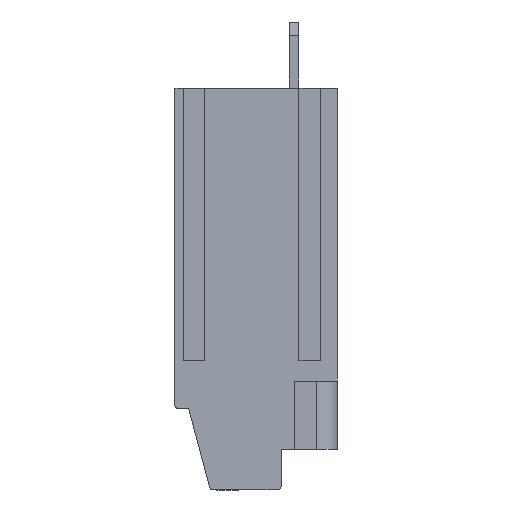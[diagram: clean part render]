
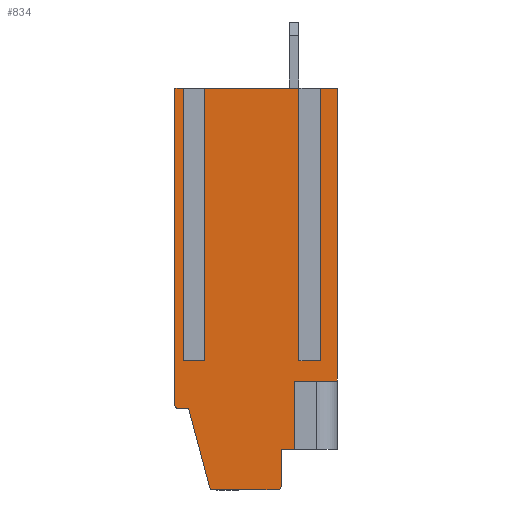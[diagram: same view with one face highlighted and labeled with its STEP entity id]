
A CAD part, left-side view. The second image highlights one B-rep face of the part: STEP entity #834.
In plain terms, the highlighted planar face has unit normal (-1, 0, 0).
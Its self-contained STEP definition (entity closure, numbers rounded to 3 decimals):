
#834 = ADVANCED_FACE( '', ( #1844 ), #1845, .T. );
#1844 = FACE_OUTER_BOUND( '', #3018, .T. );
#1845 = PLANE( '', #3019 );
#3018 = EDGE_LOOP( '', ( #5463, #5464, #5465, #5466, #5467, #5468, #5469, #5470, #5471, #5472, #5473, #5474, #5475, #5476, #5477, #5478, #5479, #5480, #5481, #5482, #5483 ) );
#3019 = AXIS2_PLACEMENT_3D( '', #5484, #5485, #5486 );
#5463 = ORIENTED_EDGE( '', *, *, #7902, .T. );
#5464 = ORIENTED_EDGE( '', *, *, #7740, .F. );
#5465 = ORIENTED_EDGE( '', *, *, #7904, .F. );
#5466 = ORIENTED_EDGE( '', *, *, #7905, .F. );
#5467 = ORIENTED_EDGE( '', *, *, #7906, .F. );
#5468 = ORIENTED_EDGE( '', *, *, #7907, .F. );
#5469 = ORIENTED_EDGE( '', *, *, #7194, .T. );
#5470 = ORIENTED_EDGE( '', *, *, #7908, .F. );
#5471 = ORIENTED_EDGE( '', *, *, #6975, .F. );
#5472 = ORIENTED_EDGE( '', *, *, #7077, .F. );
#5473 = ORIENTED_EDGE( '', *, *, #7264, .T. );
#5474 = ORIENTED_EDGE( '', *, *, #7909, .F. );
#5475 = ORIENTED_EDGE( '', *, *, #7096, .F. );
#5476 = ORIENTED_EDGE( '', *, *, #7496, .T. );
#5477 = ORIENTED_EDGE( '', *, *, #7910, .F. );
#5478 = ORIENTED_EDGE( '', *, *, #7805, .T. );
#5479 = ORIENTED_EDGE( '', *, *, #7192, .T. );
#5480 = ORIENTED_EDGE( '', *, *, #7285, .F. );
#5481 = ORIENTED_EDGE( '', *, *, #7895, .T. );
#5482 = ORIENTED_EDGE( '', *, *, #7504, .F. );
#5483 = ORIENTED_EDGE( '', *, *, #7329, .T. );
#5484 = CARTESIAN_POINT( '', ( -7.111, 64.274, -29.5 ) );
#5485 = DIRECTION( '', ( -1., 0., 0. ) );
#5486 = DIRECTION( '', ( 0., -1., 0. ) );
#6975 = EDGE_CURVE( '', #8372, #8367, #8374, .F. );
#7077 = EDGE_CURVE( '', #8554, #8372, #8556, .T. );
#7096 = EDGE_CURVE( '', #8585, #8587, #8588, .F. );
#7192 = EDGE_CURVE( '', #8753, #8757, #8759, .T. );
#7194 = EDGE_CURVE( '', #8761, #8762, #8763, .F. );
#7264 = EDGE_CURVE( '', #8554, #8878, #8880, .F. );
#7285 = EDGE_CURVE( '', #8911, #8757, #8913, .F. );
#7329 = EDGE_CURVE( '', #8988, #8986, #8989, .T. );
#7496 = EDGE_CURVE( '', #8585, #9249, #9251, .T. );
#7504 = EDGE_CURVE( '', #8988, #9259, #9263, .T. );
#7740 = EDGE_CURVE( '', #9603, #9605, #9606, .F. );
#7805 = EDGE_CURVE( '', #9689, #8753, #9693, .T. );
#7895 = EDGE_CURVE( '', #8911, #9259, #9805, .T. );
#7902 = EDGE_CURVE( '', #8986, #9605, #9814, .T. );
#7904 = EDGE_CURVE( '', #9816, #9603, #9817, .T. );
#7905 = EDGE_CURVE( '', #9818, #9816, #9819, .T. );
#7906 = EDGE_CURVE( '', #9820, #9818, #9821, .F. );
#7907 = EDGE_CURVE( '', #8761, #9820, #9822, .T. );
#7908 = EDGE_CURVE( '', #8367, #8762, #9823, .T. );
#7909 = EDGE_CURVE( '', #8587, #8878, #9824, .T. );
#7910 = EDGE_CURVE( '', #9689, #9249, #9825, .F. );
#8367 = VERTEX_POINT( '', #10404 );
#8372 = VERTEX_POINT( '', #10411 );
#8374 = LINE( '', #10414, #10415 );
#8554 = VERTEX_POINT( '', #10661 );
#8556 = LINE( '', #10664, #10665 );
#8585 = VERTEX_POINT( '', #10707 );
#8587 = VERTEX_POINT( '', #10710 );
#8588 = LINE( '', #10711, #10712 );
#8753 = VERTEX_POINT( '', #10948 );
#8757 = VERTEX_POINT( '', #10953 );
#8759 = CIRCLE( '', #10956, 0.3 );
#8761 = VERTEX_POINT( '', #10958 );
#8762 = VERTEX_POINT( '', #10959 );
#8763 = LINE( '', #10960, #10961 );
#8878 = VERTEX_POINT( '', #11127 );
#8880 = LINE( '', #11130, #11131 );
#8911 = VERTEX_POINT( '', #11194 );
#8913 = LINE( '', #11197, #11198 );
#8986 = VERTEX_POINT( '', #11295 );
#8988 = VERTEX_POINT( '', #11298 );
#8989 = LINE( '', #11299, #11300 );
#9249 = VERTEX_POINT( '', #11668 );
#9251 = CIRCLE( '', #11671, 0.3 );
#9259 = VERTEX_POINT( '', #11682 );
#9263 = LINE( '', #11688, #11689 );
#9603 = VERTEX_POINT( '', #12233 );
#9605 = VERTEX_POINT( '', #12236 );
#9606 = LINE( '', #12237, #12238 );
#9689 = VERTEX_POINT( '', #12393 );
#9693 = LINE( '', #12399, #12400 );
#9805 = CIRCLE( '', #12562, 0.3 );
#9814 = LINE( '', #12575, #12576 );
#9816 = VERTEX_POINT( '', #12578 );
#9817 = LINE( '', #12579, #12580 );
#9818 = VERTEX_POINT( '', #12581 );
#9819 = LINE( '', #12582, #12583 );
#9820 = VERTEX_POINT( '', #12584 );
#9821 = LINE( '', #12585, #12586 );
#9822 = LINE( '', #12587, #12588 );
#9823 = LINE( '', #12589, #12590 );
#9824 = LINE( '', #12591, #12592 );
#9825 = LINE( '', #12593, #12594 );
#10404 = CARTESIAN_POINT( '', ( -7.111, 69.686, 0. ) );
#10411 = CARTESIAN_POINT( '', ( -7.111, 69.686, -20. ) );
#10414 = CARTESIAN_POINT( '', ( -7.111, 69.686, -29.5 ) );
#10415 = VECTOR( '', #13270, 1000. );
#10661 = CARTESIAN_POINT( '', ( -7.111, 70.015, -20. ) );
#10664 = CARTESIAN_POINT( '', ( -7.111, 69.32, -20. ) );
#10665 = VECTOR( '', #13386, 1000. );
#10707 = CARTESIAN_POINT( '', ( -7.111, 71.25, -23.25 ) );
#10710 = CARTESIAN_POINT( '', ( -7.111, 71.25, 0. ) );
#10711 = CARTESIAN_POINT( '', ( -7.111, 71.25, -5.7 ) );
#10712 = VECTOR( '', #13404, 1000. );
#10948 = CARTESIAN_POINT( '', ( -7.111, 68.715, -29.278 ) );
#10953 = CARTESIAN_POINT( '', ( -7.111, 68.426, -29.5 ) );
#10956 = AXIS2_PLACEMENT_3D( '', #13505, #13506, #13507 );
#10958 = CARTESIAN_POINT( '', ( -7.111, 61.515, -20. ) );
#10959 = CARTESIAN_POINT( '', ( -7.111, 61.515, 0. ) );
#10960 = CARTESIAN_POINT( '', ( -7.111, 61.515, -8.5 ) );
#10961 = VECTOR( '', #13508, 1000. );
#11127 = CARTESIAN_POINT( '', ( -7.111, 70.015, 0. ) );
#11130 = CARTESIAN_POINT( '', ( -7.111, 70.015, -8.5 ) );
#11131 = VECTOR( '', #13564, 1000. );
#11194 = CARTESIAN_POINT( '', ( -7.111, 63.75, -29.5 ) );
#11197 = CARTESIAN_POINT( '', ( -7.111, 68.367, -29.5 ) );
#11198 = VECTOR( '', #13579, 1000. );
#11295 = CARTESIAN_POINT( '', ( -7.111, 62.45, -26.5 ) );
#11298 = CARTESIAN_POINT( '', ( -7.111, 63.45, -26.5 ) );
#11299 = CARTESIAN_POINT( '', ( -7.111, 63.45, -26.5 ) );
#11300 = VECTOR( '', #13638, 1000. );
#11668 = CARTESIAN_POINT( '', ( -7.111, 70.95, -23.55 ) );
#11671 = AXIS2_PLACEMENT_3D( '', #13811, #13812, #13813 );
#11682 = CARTESIAN_POINT( '', ( -7.111, 63.45, -29.2 ) );
#11688 = CARTESIAN_POINT( '', ( -7.111, 63.45, -29.5 ) );
#11689 = VECTOR( '', #13819, 1000. );
#12233 = CARTESIAN_POINT( '', ( -7.111, 59.35, -21.5 ) );
#12236 = CARTESIAN_POINT( '', ( -7.111, 62.45, -21.5 ) );
#12237 = CARTESIAN_POINT( '', ( -7.111, 71.05, -21.5 ) );
#12238 = VECTOR( '', #14049, 1000. );
#12393 = CARTESIAN_POINT( '', ( -7.111, 70.25, -23.55 ) );
#12399 = CARTESIAN_POINT( '', ( -7.111, 68.362, -30.595 ) );
#12400 = VECTOR( '', #14098, 1000. );
#12562 = AXIS2_PLACEMENT_3D( '', #14179, #14180, #14181 );
#12575 = CARTESIAN_POINT( '', ( -7.111, 62.45, -25.525 ) );
#12576 = VECTOR( '', #14186, 1000. );
#12578 = CARTESIAN_POINT( '', ( -7.111, 59.35, 0. ) );
#12579 = CARTESIAN_POINT( '', ( -7.111, 59.35, -29.5 ) );
#12580 = VECTOR( '', #14187, 1000. );
#12581 = CARTESIAN_POINT( '', ( -7.111, 61.186, 0. ) );
#12582 = CARTESIAN_POINT( '', ( -7.111, 69.184, 0. ) );
#12583 = VECTOR( '', #14188, 1000. );
#12584 = CARTESIAN_POINT( '', ( -7.111, 61.186, -20. ) );
#12585 = CARTESIAN_POINT( '', ( -7.111, 61.186, -29.5 ) );
#12586 = VECTOR( '', #14189, 1000. );
#12587 = CARTESIAN_POINT( '', ( -7.111, 60.81, -20. ) );
#12588 = VECTOR( '', #14190, 1000. );
#12589 = CARTESIAN_POINT( '', ( -7.111, 69.184, 0. ) );
#12590 = VECTOR( '', #14191, 1000. );
#12591 = CARTESIAN_POINT( '', ( -7.111, 69.184, 0. ) );
#12592 = VECTOR( '', #14192, 1000. );
#12593 = CARTESIAN_POINT( '', ( -7.111, 71.05, -23.55 ) );
#12594 = VECTOR( '', #14193, 1000. );
#13270 = DIRECTION( '', ( 0., 0., -1. ) );
#13386 = DIRECTION( '', ( 0., -1., 0. ) );
#13404 = DIRECTION( '', ( 0., 0., -1. ) );
#13505 = CARTESIAN_POINT( '', ( -7.111, 68.426, -29.2 ) );
#13506 = DIRECTION( '', ( -1., 0., 0. ) );
#13507 = DIRECTION( '', ( 0., -1., 0. ) );
#13508 = DIRECTION( '', ( 0., 0., -1. ) );
#13564 = DIRECTION( '', ( 0., 0., -1. ) );
#13579 = DIRECTION( '', ( 0., -1., 0. ) );
#13638 = DIRECTION( '', ( 0., -1., 0. ) );
#13811 = CARTESIAN_POINT( '', ( -7.111, 70.95, -23.25 ) );
#13812 = DIRECTION( '', ( -1., 0., 0. ) );
#13813 = DIRECTION( '', ( 0., -1., 0. ) );
#13819 = DIRECTION( '', ( 0., 0., -1. ) );
#14049 = DIRECTION( '', ( 0., -1., 0. ) );
#14098 = DIRECTION( '', ( 0., -0.259, -0.966 ) );
#14179 = CARTESIAN_POINT( '', ( -7.111, 63.75, -29.2 ) );
#14180 = DIRECTION( '', ( -1., 0., 0. ) );
#14181 = DIRECTION( '', ( 0., -1., 0. ) );
#14186 = DIRECTION( '', ( 0., 0., 1. ) );
#14187 = DIRECTION( '', ( 0., 0., -1. ) );
#14188 = DIRECTION( '', ( 0., -1., 0. ) );
#14189 = DIRECTION( '', ( 0., 0., -1. ) );
#14190 = DIRECTION( '', ( 0., -1., 0. ) );
#14191 = DIRECTION( '', ( 0., -1., 0. ) );
#14192 = DIRECTION( '', ( 0., -1., 0. ) );
#14193 = DIRECTION( '', ( 0., -1., 0. ) );
